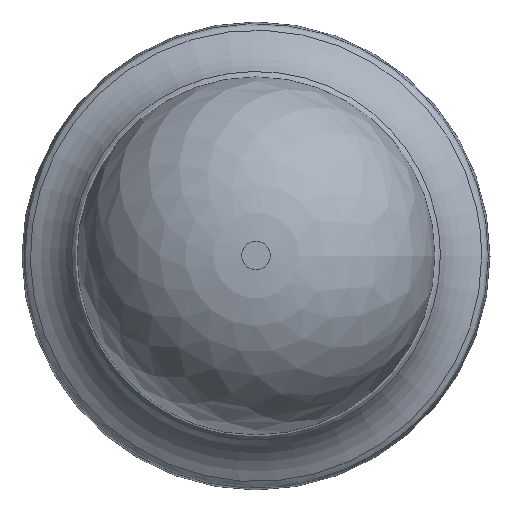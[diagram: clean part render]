
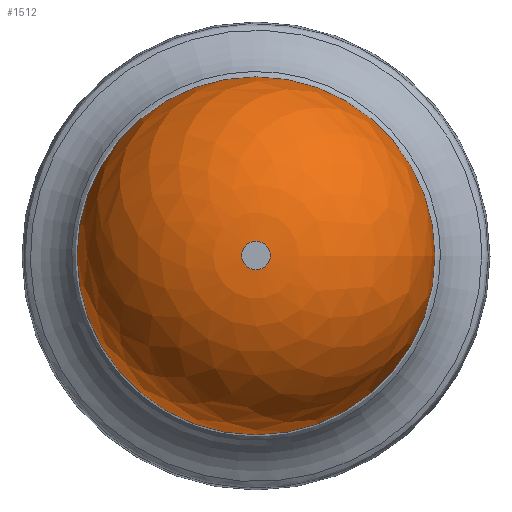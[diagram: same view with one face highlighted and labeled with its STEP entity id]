
A CAD part, top view. The second image highlights one B-rep face of the part: STEP entity #1512.
In plain terms, the highlighted face is a revolution surface.
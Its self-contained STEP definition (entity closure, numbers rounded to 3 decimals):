
#1434 = CYLINDRICAL_SURFACE('',#1435,32.5);
#1435 = AXIS2_PLACEMENT_3D('',#1436,#1437,#1438);
#1436 = CARTESIAN_POINT('',(0.,0.,0.));
#1437 = DIRECTION('',(0.,0.,1.));
#1438 = DIRECTION('',(1.,0.,0.));
#1459 = VERTEX_POINT('',#1460);
#1460 = CARTESIAN_POINT('',(32.5,0.,
    0.1));
#1481 = EDGE_CURVE('',#1459,#1459,#1482,.T.);
#1482 = SURFACE_CURVE('',#1483,(#1488,#1495),.PCURVE_S1.);
#1483 = CIRCLE('',#1484,32.5);
#1484 = AXIS2_PLACEMENT_3D('',#1485,#1486,#1487);
#1485 = CARTESIAN_POINT('',(0.,0.,0.1));
#1486 = DIRECTION('',(0.,0.,-1.));
#1487 = DIRECTION('',(1.,0.,0.));
#1488 = PCURVE('',#1434,#1489);
#1489 = DEFINITIONAL_REPRESENTATION('',(#1490),#1494);
#1490 = LINE('',#1491,#1492);
#1491 = CARTESIAN_POINT('',(-0.,0.1));
#1492 = VECTOR('',#1493,1.);
#1493 = DIRECTION('',(-1.,0.));
#1494 = ( GEOMETRIC_REPRESENTATION_CONTEXT(2) 
PARAMETRIC_REPRESENTATION_CONTEXT() REPRESENTATION_CONTEXT('2D SPACE',''
  ) );
#1495 = PCURVE('',#1496,#1505);
#1496 = SURFACE_OF_REVOLUTION('',#1497,#1502);
#1497 = CIRCLE('',#1498,29.9);
#1498 = AXIS2_PLACEMENT_3D('',#1499,#1500,#1501);
#1499 = CARTESIAN_POINT('',(2.6,0.,
    0.1));
#1500 = DIRECTION('',(0.,-1.,0.));
#1501 = DIRECTION('',(1.,0.,0.));
#1502 = AXIS1_PLACEMENT('',#1503,#1504);
#1503 = CARTESIAN_POINT('',(0.,0.,0.));
#1504 = DIRECTION('',(0.,0.,-1.));
#1505 = DEFINITIONAL_REPRESENTATION('',(#1506),#1510);
#1506 = LINE('',#1507,#1508);
#1507 = CARTESIAN_POINT('',(0.,0.));
#1508 = VECTOR('',#1509,1.);
#1509 = DIRECTION('',(1.,0.));
#1510 = ( GEOMETRIC_REPRESENTATION_CONTEXT(2) 
PARAMETRIC_REPRESENTATION_CONTEXT() REPRESENTATION_CONTEXT('2D SPACE',''
  ) );
#1512 = ADVANCED_FACE('',(#1513),#1496,.F.);
#1513 = FACE_BOUND('',#1514,.F.);
#1514 = EDGE_LOOP('',(#1515,#1516,#1540,#1567));
#1515 = ORIENTED_EDGE('',*,*,#1481,.T.);
#1516 = ORIENTED_EDGE('',*,*,#1517,.T.);
#1517 = EDGE_CURVE('',#1459,#1518,#1520,.T.);
#1518 = VERTEX_POINT('',#1519);
#1519 = CARTESIAN_POINT('',(2.6,0.,30.));
#1520 = SEAM_CURVE('',#1521,(#1526,#1533),.PCURVE_S1.);
#1521 = CIRCLE('',#1522,29.9);
#1522 = AXIS2_PLACEMENT_3D('',#1523,#1524,#1525);
#1523 = CARTESIAN_POINT('',(2.6,0.,
    0.1));
#1524 = DIRECTION('',(0.,-1.,0.));
#1525 = DIRECTION('',(1.,0.,0.));
#1526 = PCURVE('',#1496,#1527);
#1527 = DEFINITIONAL_REPRESENTATION('',(#1528),#1532);
#1528 = LINE('',#1529,#1530);
#1529 = CARTESIAN_POINT('',(0.,0.));
#1530 = VECTOR('',#1531,1.);
#1531 = DIRECTION('',(0.,1.));
#1532 = ( GEOMETRIC_REPRESENTATION_CONTEXT(2) 
PARAMETRIC_REPRESENTATION_CONTEXT() REPRESENTATION_CONTEXT('2D SPACE',''
  ) );
#1533 = PCURVE('',#1496,#1534);
#1534 = DEFINITIONAL_REPRESENTATION('',(#1535),#1539);
#1535 = LINE('',#1536,#1537);
#1536 = CARTESIAN_POINT('',(6.283,0.));
#1537 = VECTOR('',#1538,1.);
#1538 = DIRECTION('',(0.,1.));
#1539 = ( GEOMETRIC_REPRESENTATION_CONTEXT(2) 
PARAMETRIC_REPRESENTATION_CONTEXT() REPRESENTATION_CONTEXT('2D SPACE',''
  ) );
#1540 = ORIENTED_EDGE('',*,*,#1541,.F.);
#1541 = EDGE_CURVE('',#1518,#1518,#1542,.T.);
#1542 = SURFACE_CURVE('',#1543,(#1548,#1555),.PCURVE_S1.);
#1543 = CIRCLE('',#1544,2.6);
#1544 = AXIS2_PLACEMENT_3D('',#1545,#1546,#1547);
#1545 = CARTESIAN_POINT('',(0.,0.,30.));
#1546 = DIRECTION('',(0.,0.,-1.));
#1547 = DIRECTION('',(1.,0.,0.));
#1548 = PCURVE('',#1496,#1549);
#1549 = DEFINITIONAL_REPRESENTATION('',(#1550),#1554);
#1550 = LINE('',#1551,#1552);
#1551 = CARTESIAN_POINT('',(0.,1.571));
#1552 = VECTOR('',#1553,1.);
#1553 = DIRECTION('',(1.,0.));
#1554 = ( GEOMETRIC_REPRESENTATION_CONTEXT(2) 
PARAMETRIC_REPRESENTATION_CONTEXT() REPRESENTATION_CONTEXT('2D SPACE',''
  ) );
#1555 = PCURVE('',#1556,#1561);
#1556 = PLANE('',#1557);
#1557 = AXIS2_PLACEMENT_3D('',#1558,#1559,#1560);
#1558 = CARTESIAN_POINT('',(0.,0.,30.));
#1559 = DIRECTION('',(0.,0.,-1.));
#1560 = DIRECTION('',(1.,0.,0.));
#1561 = DEFINITIONAL_REPRESENTATION('',(#1562),#1566);
#1562 = CIRCLE('',#1563,2.6);
#1563 = AXIS2_PLACEMENT_2D('',#1564,#1565);
#1564 = CARTESIAN_POINT('',(0.,0.));
#1565 = DIRECTION('',(1.,-0.));
#1566 = ( GEOMETRIC_REPRESENTATION_CONTEXT(2) 
PARAMETRIC_REPRESENTATION_CONTEXT() REPRESENTATION_CONTEXT('2D SPACE',''
  ) );
#1567 = ORIENTED_EDGE('',*,*,#1517,.F.);
